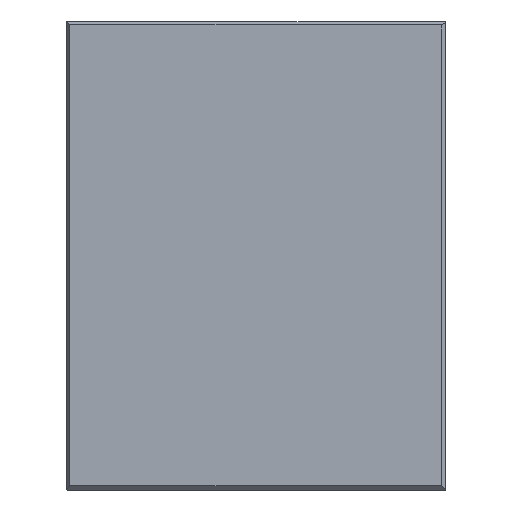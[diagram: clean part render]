
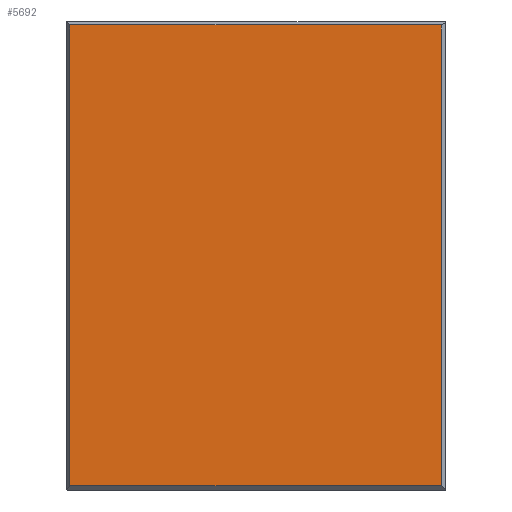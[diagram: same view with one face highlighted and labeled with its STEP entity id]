
A CAD part, left-side view. The second image highlights one B-rep face of the part: STEP entity #5692.
In plain terms, the highlighted planar face has unit normal (-1, 0, 0).
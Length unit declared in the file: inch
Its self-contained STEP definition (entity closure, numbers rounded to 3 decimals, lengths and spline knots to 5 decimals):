
#106 = ORIENTED_EDGE ( 'NONE', *, *, #21294, .T. ) ;
#1098 = VERTEX_POINT ( 'NONE', #21312 ) ;
#2010 = VECTOR ( 'NONE', #23930, 39.37008 ) ;
#2755 = CARTESIAN_POINT ( 'NONE',  ( -4.21, -0.91, 1.13433 ) ) ;
#3693 = ORIENTED_EDGE ( 'NONE', *, *, #30242, .T. ) ;
#4268 = DIRECTION ( 'NONE',  ( 0., 0., 1. ) ) ;
#5692 = ADVANCED_FACE ( 'NONE', ( #30169 ), #20716, .T. ) ;
#5827 = LINE ( 'NONE', #16423, #18883 ) ;
#6511 = VERTEX_POINT ( 'NONE', #8230 ) ;
#8230 = CARTESIAN_POINT ( 'NONE',  ( -4.21, 0.91385, 1.13433 ) ) ;
#8630 = CARTESIAN_POINT ( 'NONE',  ( -4.21, 0.91385, -1.155 ) ) ;
#9204 = ORIENTED_EDGE ( 'NONE', *, *, #13563, .T. ) ;
#13563 = EDGE_CURVE ( 'NONE', #6511, #1098, #29810, .T. ) ;
#16423 = CARTESIAN_POINT ( 'NONE',  ( -4.21, -0.91, 0. ) ) ;
#16644 = EDGE_LOOP ( 'NONE', ( #9204, #3693, #22206, #106 ) ) ;
#17153 = VERTEX_POINT ( 'NONE', #2755 ) ;
#17769 = VERTEX_POINT ( 'NONE', #19482 ) ;
#17986 = VECTOR ( 'NONE', #28145, 39.37008 ) ;
#18039 = EDGE_CURVE ( 'NONE', #17769, #17153, #5827, .T. ) ;
#18407 = DIRECTION ( 'NONE',  ( -1., 0., 0. ) ) ;
#18883 = VECTOR ( 'NONE', #21319, 39.37008 ) ;
#19482 = CARTESIAN_POINT ( 'NONE',  ( -4.21, -0.91, -1.13 ) ) ;
#20716 = PLANE ( 'NONE',  #23448 ) ;
#21294 = EDGE_CURVE ( 'NONE', #17153, #6511, #26178, .T. ) ;
#21312 = CARTESIAN_POINT ( 'NONE',  ( -4.21, 0.91385, -1.13 ) ) ;
#21319 = DIRECTION ( 'NONE',  ( 0., 0., 1. ) ) ;
#22206 = ORIENTED_EDGE ( 'NONE', *, *, #18039, .T. ) ;
#23448 = AXIS2_PLACEMENT_3D ( 'NONE', #25495, #18407, #4268 ) ;
#23522 = CARTESIAN_POINT ( 'NONE',  ( -4.21, 0., -1.13 ) ) ;
#23930 = DIRECTION ( 'NONE',  ( 0., -1., 0. ) ) ;
#25495 = CARTESIAN_POINT ( 'NONE',  ( -4.21, 0., 0. ) ) ;
#26178 = LINE ( 'NONE', #30402, #17986 ) ;
#26785 = VECTOR ( 'NONE', #30272, 39.37008 ) ;
#28145 = DIRECTION ( 'NONE',  ( 0., 1., 0. ) ) ;
#28591 = LINE ( 'NONE', #23522, #2010 ) ;
#29810 = LINE ( 'NONE', #8630, #26785 ) ;
#30169 = FACE_OUTER_BOUND ( 'NONE', #16644, .T. ) ;
#30242 = EDGE_CURVE ( 'NONE', #1098, #17769, #28591, .T. ) ;
#30272 = DIRECTION ( 'NONE',  ( 0., 0., -1. ) ) ;
#30402 = CARTESIAN_POINT ( 'NONE',  ( -4.21, 0.935, 1.13433 ) ) ;
